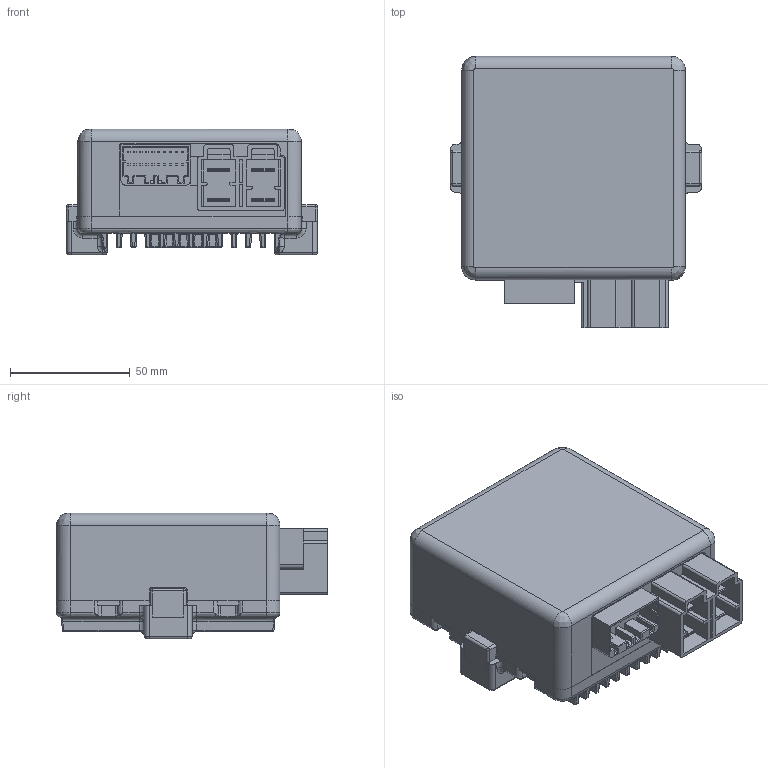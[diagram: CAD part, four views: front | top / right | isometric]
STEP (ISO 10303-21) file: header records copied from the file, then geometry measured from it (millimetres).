
FILE_DESCRIPTION(/* description */ (''),/* implementation_level */ '2;1');
FILE_NAME(/* name */ '',/* time_stamp */ '2017-08-21T13:43:25+08:00',/* author */ (''),/* organization */ (''),/* preprocessor_version */ 'ST-DEVELOPER v14',/* originating_system */ 'SIEMENS PLM Software NX 8.0',/* authorisation */ '');
FILE_SCHEMA (('AUTOMOTIVE_DESIGN { 1 0 10303 214 3 1 1 1 }'));
Length unit declared in the file: millimetre
Products named in the file (1): Admi1CD45C320emh
Bounding box: 105 x 113.3 x 52.5 mm (x, y, z)
Volume: 368197.1 mm3; surface area: 74905.2 mm2
Topology: 1 solids, 2 shells, 1220 faces, 3016 edges, 1773 vertices
Faces by surface type: plane 612, bspline 300, cylinder 220, sphere 76, torus 8, extrusion 4
Full cylindrical faces by diameter (mm): 6 x2
Entity records: 39697 total; most frequent: CARTESIAN_POINT 13729, ORIENTED_EDGE 5844, DIRECTION 4626, EDGE_CURVE 2922, VERTEX_POINT 1773, VECTOR 1672, LINE 1668, AXIS2_PLACEMENT_3D 1477
